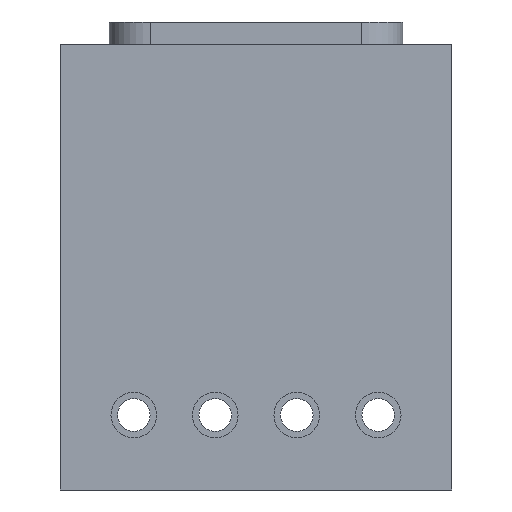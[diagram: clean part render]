
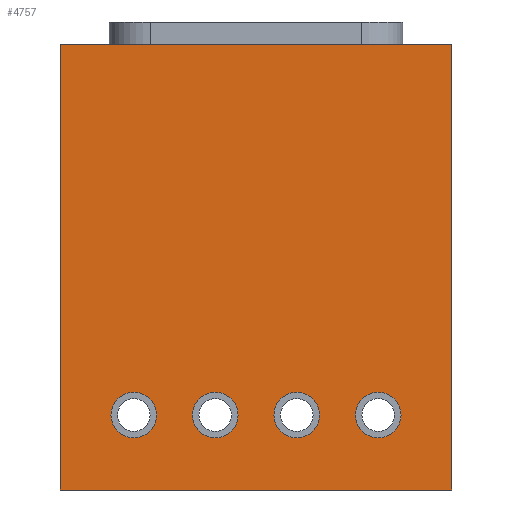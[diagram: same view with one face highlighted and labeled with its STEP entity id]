
A CAD part, front view. The second image highlights one B-rep face of the part: STEP entity #4757.
In plain terms, the highlighted planar face has unit normal (0, -1, 0).
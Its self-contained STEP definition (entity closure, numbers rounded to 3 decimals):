
#53 = AXIS2_PLACEMENT_3D ( 'NONE', #6945, #2076, #3238 ) ;
#62 = DIRECTION ( 'NONE',  ( 0., 0., 1. ) ) ;
#90 = ORIENTED_EDGE ( 'NONE', *, *, #2183, .F. ) ;
#196 = VERTEX_POINT ( 'NONE', #4005 ) ;
#276 = VERTEX_POINT ( 'NONE', #6428 ) ;
#311 = CARTESIAN_POINT ( 'NONE',  ( -1.25, 0., -4.53 ) ) ;
#321 = EDGE_LOOP ( 'NONE', ( #90, #1677 ) ) ;
#412 = CARTESIAN_POINT ( 'NONE',  ( 6., 0., 6.83 ) ) ;
#498 = VERTEX_POINT ( 'NONE', #3230 ) ;
#755 = DIRECTION ( 'NONE',  ( -1., 0., 0. ) ) ;
#798 = VECTOR ( 'NONE', #755, 1000. ) ;
#942 = ORIENTED_EDGE ( 'NONE', *, *, #3967, .F. ) ;
#973 = CIRCLE ( 'NONE', #2841, 0.7 ) ;
#1031 = DIRECTION ( 'NONE',  ( 0., -1., 0. ) ) ;
#1075 = EDGE_LOOP ( 'NONE', ( #4333, #3670 ) ) ;
#1082 = DIRECTION ( 'NONE',  ( 0., 0., -1. ) ) ;
#1113 = DIRECTION ( 'NONE',  ( 0., 0., -1. ) ) ;
#1120 = EDGE_CURVE ( 'NONE', #196, #5962, #4607, .T. ) ;
#1172 = VERTEX_POINT ( 'NONE', #3637 ) ;
#1196 = PLANE ( 'NONE',  #6076 ) ;
#1307 = FACE_BOUND ( 'NONE', #6766, .T. ) ;
#1408 = CARTESIAN_POINT ( 'NONE',  ( -6., 0., 6.83 ) ) ;
#1453 = CIRCLE ( 'NONE', #53, 0.7 ) ;
#1512 = DIRECTION ( 'NONE',  ( 1., 0., 0. ) ) ;
#1628 = CARTESIAN_POINT ( 'NONE',  ( -3.75, 0., -3.83 ) ) ;
#1677 = ORIENTED_EDGE ( 'NONE', *, *, #6606, .F. ) ;
#1756 = VECTOR ( 'NONE', #1512, 1000. ) ;
#1809 = ORIENTED_EDGE ( 'NONE', *, *, #1949, .F. ) ;
#1818 = CARTESIAN_POINT ( 'NONE',  ( -1.25, 0., -3.83 ) ) ;
#1826 = VERTEX_POINT ( 'NONE', #5020 ) ;
#1877 = EDGE_LOOP ( 'NONE', ( #4176, #2293, #1809, #4407 ) ) ;
#1883 = AXIS2_PLACEMENT_3D ( 'NONE', #4467, #6638, #1113 ) ;
#1949 = EDGE_CURVE ( 'NONE', #276, #196, #4512, .T. ) ;
#2019 = VERTEX_POINT ( 'NONE', #4095 ) ;
#2076 = DIRECTION ( 'NONE',  ( 0., -1., 0. ) ) ;
#2134 = DIRECTION ( 'NONE',  ( 0., -1., 0. ) ) ;
#2175 = EDGE_CURVE ( 'NONE', #4068, #276, #7104, .T. ) ;
#2183 = EDGE_CURVE ( 'NONE', #6863, #6957, #5840, .T. ) ;
#2212 = EDGE_CURVE ( 'NONE', #4646, #1172, #5959, .T. ) ;
#2293 = ORIENTED_EDGE ( 'NONE', *, *, #1120, .F. ) ;
#2327 = FACE_BOUND ( 'NONE', #1075, .T. ) ;
#2367 = DIRECTION ( 'NONE',  ( 0., 1., 0. ) ) ;
#2372 = DIRECTION ( 'NONE',  ( 0., 0., -1. ) ) ;
#2466 = ORIENTED_EDGE ( 'NONE', *, *, #4677, .F. ) ;
#2726 = CIRCLE ( 'NONE', #6834, 0.7 ) ;
#2797 = AXIS2_PLACEMENT_3D ( 'NONE', #3194, #1031, #3796 ) ;
#2841 = AXIS2_PLACEMENT_3D ( 'NONE', #2882, #5040, #3974 ) ;
#2859 = FACE_BOUND ( 'NONE', #4924, .T. ) ;
#2882 = CARTESIAN_POINT ( 'NONE',  ( -3.75, 0., -4.53 ) ) ;
#2945 = DIRECTION ( 'NONE',  ( 0., 0., -1. ) ) ;
#3029 = VECTOR ( 'NONE', #1082, 1000. ) ;
#3033 = EDGE_CURVE ( 'NONE', #6335, #1826, #3104, .T. ) ;
#3088 = CIRCLE ( 'NONE', #6601, 0.7 ) ;
#3104 = CIRCLE ( 'NONE', #6258, 0.7 ) ;
#3194 = CARTESIAN_POINT ( 'NONE',  ( -3.75, 0., -4.53 ) ) ;
#3230 = CARTESIAN_POINT ( 'NONE',  ( 1.25, 0., -3.83 ) ) ;
#3238 = DIRECTION ( 'NONE',  ( 0., 0., -1. ) ) ;
#3637 = CARTESIAN_POINT ( 'NONE',  ( -3.75, 0., -5.23 ) ) ;
#3655 = DIRECTION ( 'NONE',  ( 0., 0., 1. ) ) ;
#3670 = ORIENTED_EDGE ( 'NONE', *, *, #3033, .F. ) ;
#3714 = EDGE_CURVE ( 'NONE', #1826, #6335, #1453, .T. ) ;
#3796 = DIRECTION ( 'NONE',  ( 0., 0., -1. ) ) ;
#3967 = EDGE_CURVE ( 'NONE', #1172, #4646, #973, .T. ) ;
#3974 = DIRECTION ( 'NONE',  ( 0., 0., -1. ) ) ;
#4005 = CARTESIAN_POINT ( 'NONE',  ( 6., 0., -6.83 ) ) ;
#4068 = VERTEX_POINT ( 'NONE', #7101 ) ;
#4095 = CARTESIAN_POINT ( 'NONE',  ( 1.25, 0., -5.23 ) ) ;
#4176 = ORIENTED_EDGE ( 'NONE', *, *, #4907, .F. ) ;
#4270 = ORIENTED_EDGE ( 'NONE', *, *, #2212, .F. ) ;
#4333 = ORIENTED_EDGE ( 'NONE', *, *, #3714, .F. ) ;
#4407 = ORIENTED_EDGE ( 'NONE', *, *, #2175, .F. ) ;
#4467 = CARTESIAN_POINT ( 'NONE',  ( 3.75, 0., -4.53 ) ) ;
#4473 = CIRCLE ( 'NONE', #6783, 0.7 ) ;
#4507 = CARTESIAN_POINT ( 'NONE',  ( 0., 0., 0. ) ) ;
#4512 = LINE ( 'NONE', #4949, #3029 ) ;
#4607 = LINE ( 'NONE', #4644, #798 ) ;
#4644 = CARTESIAN_POINT ( 'NONE',  ( 6., 0., -6.83 ) ) ;
#4646 = VERTEX_POINT ( 'NONE', #1628 ) ;
#4677 = EDGE_CURVE ( 'NONE', #498, #2019, #4473, .T. ) ;
#4757 = ADVANCED_FACE ( 'NONE', ( #1307, #2327, #2859, #5756, #6787 ), #1196, .F. ) ;
#4784 = CARTESIAN_POINT ( 'NONE',  ( 1.25, 0., -4.53 ) ) ;
#4907 = EDGE_CURVE ( 'NONE', #5962, #4068, #7041, .T. ) ;
#4924 = EDGE_LOOP ( 'NONE', ( #6801, #2466 ) ) ;
#4947 = CARTESIAN_POINT ( 'NONE',  ( 1.25, 0., -4.53 ) ) ;
#4949 = CARTESIAN_POINT ( 'NONE',  ( 6., 0., 6.83 ) ) ;
#5020 = CARTESIAN_POINT ( 'NONE',  ( -1.25, 0., -5.23 ) ) ;
#5040 = DIRECTION ( 'NONE',  ( 0., -1., 0. ) ) ;
#5756 = FACE_BOUND ( 'NONE', #321, .T. ) ;
#5804 = CARTESIAN_POINT ( 'NONE',  ( 3.75, 0., -4.53 ) ) ;
#5840 = CIRCLE ( 'NONE', #1883, 0.7 ) ;
#5959 = CIRCLE ( 'NONE', #2797, 0.7 ) ;
#5962 = VERTEX_POINT ( 'NONE', #6662 ) ;
#6076 = AXIS2_PLACEMENT_3D ( 'NONE', #4507, #2367, #62 ) ;
#6121 = DIRECTION ( 'NONE',  ( 0., 0., -1. ) ) ;
#6258 = AXIS2_PLACEMENT_3D ( 'NONE', #311, #2134, #6458 ) ;
#6335 = VERTEX_POINT ( 'NONE', #1818 ) ;
#6428 = CARTESIAN_POINT ( 'NONE',  ( 6., 0., 6.83 ) ) ;
#6458 = DIRECTION ( 'NONE',  ( 0., 0., -1. ) ) ;
#6601 = AXIS2_PLACEMENT_3D ( 'NONE', #5804, #6799, #2372 ) ;
#6606 = EDGE_CURVE ( 'NONE', #6957, #6863, #3088, .T. ) ;
#6613 = DIRECTION ( 'NONE',  ( 0., -1., 0. ) ) ;
#6638 = DIRECTION ( 'NONE',  ( 0., -1., 0. ) ) ;
#6662 = CARTESIAN_POINT ( 'NONE',  ( -6., 0., -6.83 ) ) ;
#6666 = VECTOR ( 'NONE', #3655, 1000. ) ;
#6766 = EDGE_LOOP ( 'NONE', ( #942, #4270 ) ) ;
#6783 = AXIS2_PLACEMENT_3D ( 'NONE', #4947, #6613, #6121 ) ;
#6787 = FACE_OUTER_BOUND ( 'NONE', #1877, .T. ) ;
#6799 = DIRECTION ( 'NONE',  ( 0., -1., 0. ) ) ;
#6801 = ORIENTED_EDGE ( 'NONE', *, *, #7113, .F. ) ;
#6834 = AXIS2_PLACEMENT_3D ( 'NONE', #4784, #6986, #2945 ) ;
#6863 = VERTEX_POINT ( 'NONE', #6955 ) ;
#6945 = CARTESIAN_POINT ( 'NONE',  ( -1.25, 0., -4.53 ) ) ;
#6955 = CARTESIAN_POINT ( 'NONE',  ( 3.75, 0., -5.23 ) ) ;
#6957 = VERTEX_POINT ( 'NONE', #7202 ) ;
#6986 = DIRECTION ( 'NONE',  ( 0., -1., 0. ) ) ;
#7041 = LINE ( 'NONE', #1408, #6666 ) ;
#7101 = CARTESIAN_POINT ( 'NONE',  ( -6., 0., 6.83 ) ) ;
#7104 = LINE ( 'NONE', #412, #1756 ) ;
#7113 = EDGE_CURVE ( 'NONE', #2019, #498, #2726, .T. ) ;
#7202 = CARTESIAN_POINT ( 'NONE',  ( 3.75, 0., -3.83 ) ) ;
